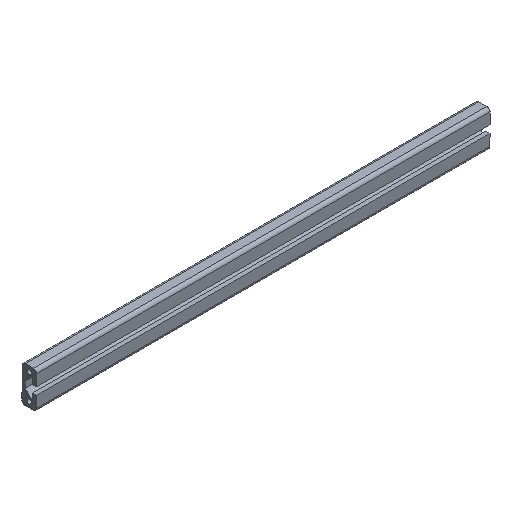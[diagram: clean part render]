
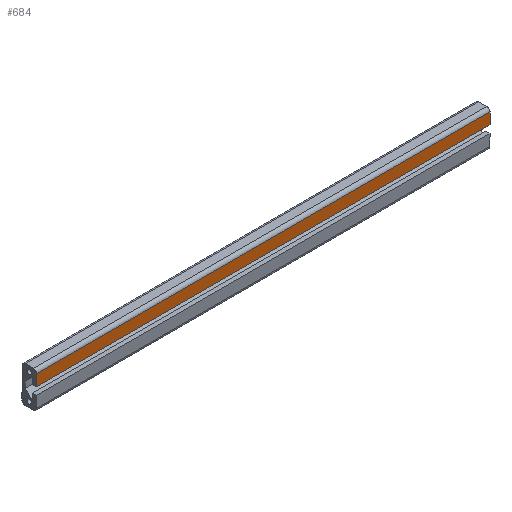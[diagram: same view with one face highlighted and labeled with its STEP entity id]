
A CAD part, isometric view. The second image highlights one B-rep face of the part: STEP entity #684.
In plain terms, the highlighted planar face has unit normal (0, -1, 0).
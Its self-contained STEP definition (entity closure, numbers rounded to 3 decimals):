
#1 = DIRECTION ( 'NONE',  ( 0., 1., 0. ) ) ;
#4 = EDGE_CURVE ( 'NONE', #62, #627, #761, .T. ) ;
#38 = LINE ( 'NONE', #282, #802 ) ;
#54 = ORIENTED_EDGE ( 'NONE', *, *, #126, .F. ) ;
#60 = VERTEX_POINT ( 'NONE', #334 ) ;
#62 = VERTEX_POINT ( 'NONE', #543 ) ;
#66 = ORIENTED_EDGE ( 'NONE', *, *, #606, .T. ) ;
#120 = DIRECTION ( 'NONE',  ( 0., 0., 1. ) ) ;
#126 = EDGE_CURVE ( 'NONE', #650, #60, #272, .T. ) ;
#163 = DIRECTION ( 'NONE',  ( 0., 0., -1. ) ) ;
#212 = CARTESIAN_POINT ( 'NONE',  ( 500., -8., 3904.1 ) ) ;
#237 = DIRECTION ( 'NONE',  ( 0., 0., -1. ) ) ;
#272 = LINE ( 'NONE', #212, #422 ) ;
#282 = CARTESIAN_POINT ( 'NONE',  ( 500., -8., 3916.5 ) ) ;
#286 = LINE ( 'NONE', #546, #518 ) ;
#293 = CARTESIAN_POINT ( 'NONE',  ( 0., -8., 3916.5 ) ) ;
#320 = DIRECTION ( 'NONE',  ( -1., 0., 0. ) ) ;
#334 = CARTESIAN_POINT ( 'NONE',  ( 0., -8., 3904.1 ) ) ;
#415 = FACE_OUTER_BOUND ( 'NONE', #490, .T. ) ;
#422 = VECTOR ( 'NONE', #713, 1000. ) ;
#454 = EDGE_CURVE ( 'NONE', #62, #650, #38, .T. ) ;
#490 = EDGE_LOOP ( 'NONE', ( #66, #54, #517, #623 ) ) ;
#502 = AXIS2_PLACEMENT_3D ( 'NONE', #735, #1, #120 ) ;
#517 = ORIENTED_EDGE ( 'NONE', *, *, #454, .F. ) ;
#518 = VECTOR ( 'NONE', #237, 1000. ) ;
#543 = CARTESIAN_POINT ( 'NONE',  ( 500., -8., 3916.5 ) ) ;
#546 = CARTESIAN_POINT ( 'NONE',  ( 0., -8., 3916.5 ) ) ;
#606 = EDGE_CURVE ( 'NONE', #627, #60, #286, .T. ) ;
#623 = ORIENTED_EDGE ( 'NONE', *, *, #4, .T. ) ;
#627 = VERTEX_POINT ( 'NONE', #293 ) ;
#650 = VERTEX_POINT ( 'NONE', #730 ) ;
#663 = PLANE ( 'NONE',  #502 ) ;
#667 = VECTOR ( 'NONE', #320, 1000. ) ;
#684 = ADVANCED_FACE ( 'NONE', ( #415 ), #663, .F. ) ;
#709 = CARTESIAN_POINT ( 'NONE',  ( 500., -8., 3916.5 ) ) ;
#713 = DIRECTION ( 'NONE',  ( -1., 0., 0. ) ) ;
#730 = CARTESIAN_POINT ( 'NONE',  ( 500., -8., 3904.1 ) ) ;
#735 = CARTESIAN_POINT ( 'NONE',  ( 500., -8., 3916.5 ) ) ;
#761 = LINE ( 'NONE', #709, #667 ) ;
#802 = VECTOR ( 'NONE', #163, 1000. ) ;
